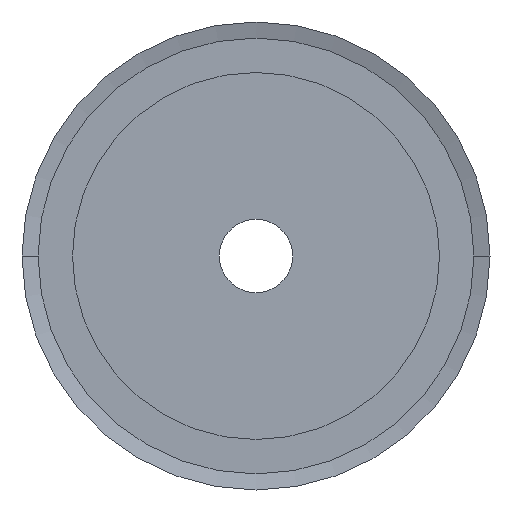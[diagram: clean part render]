
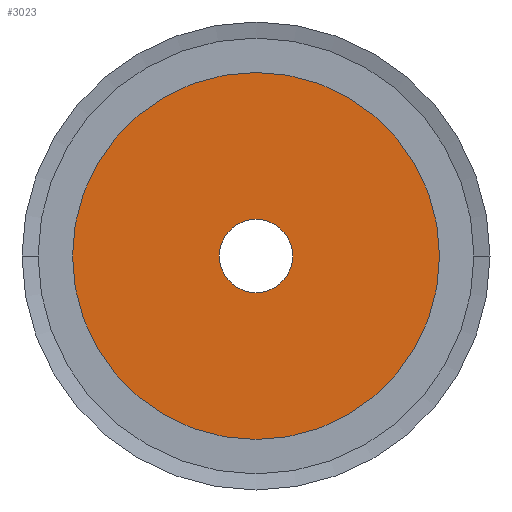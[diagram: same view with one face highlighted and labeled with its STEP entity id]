
A CAD part, left-side view. The second image highlights one B-rep face of the part: STEP entity #3023.
In plain terms, the highlighted planar face has unit normal (-1, 0, 0).
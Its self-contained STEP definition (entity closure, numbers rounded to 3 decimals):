
#2978=CARTESIAN_POINT('',(0.,0.,0.));
#2979=DIRECTION('',(1.,0.,0.));
#2980=DIRECTION('',(0.,0.,-1.));
#2981=AXIS2_PLACEMENT_3D('',#2978,#2979,#2980);
#2982=PLANE('',#2981);
#2983=CARTESIAN_POINT('',(0.,0.,20.));
#2984=VERTEX_POINT('',#2983);
#2985=CARTESIAN_POINT('',(0.,-0.,-20.));
#2986=VERTEX_POINT('',#2985);
#2987=CARTESIAN_POINT('',(0.,0.,0.));
#2988=DIRECTION('',(1.,0.,0.));
#2989=DIRECTION('',(0.,0.,-1.));
#2990=AXIS2_PLACEMENT_3D('',#2987,#2988,#2989);
#2991=CIRCLE('',#2990,20.);
#2992=EDGE_CURVE('',#2984,#2986,#2991,.T.);
#2993=ORIENTED_EDGE('',*,*,#2992,.F.);
#2994=CARTESIAN_POINT('',(0.,0.,0.));
#2995=DIRECTION('',(1.,0.,0.));
#2996=DIRECTION('',(0.,0.,-1.));
#2997=AXIS2_PLACEMENT_3D('',#2994,#2995,#2996);
#2998=CIRCLE('',#2997,20.);
#2999=EDGE_CURVE('',#2986,#2984,#2998,.T.);
#3000=ORIENTED_EDGE('',*,*,#2999,.F.);
#3001=EDGE_LOOP('',(#2993,#3000));
#3002=FACE_BOUND('',#3001,.T.);
#3003=CARTESIAN_POINT('',(0.,-0.,-4.));
#3004=VERTEX_POINT('',#3003);
#3005=CARTESIAN_POINT('',(0.,0.,4.));
#3006=VERTEX_POINT('',#3005);
#3007=CARTESIAN_POINT('',(0.,0.,0.));
#3008=DIRECTION('',(1.,0.,0.));
#3009=DIRECTION('',(0.,0.,-1.));
#3010=AXIS2_PLACEMENT_3D('',#3007,#3008,#3009);
#3011=CIRCLE('',#3010,4.);
#3012=EDGE_CURVE('',#3004,#3006,#3011,.T.);
#3013=ORIENTED_EDGE('',*,*,#3012,.T.);
#3014=CARTESIAN_POINT('',(0.,0.,0.));
#3015=DIRECTION('',(1.,0.,0.));
#3016=DIRECTION('',(0.,0.,-1.));
#3017=AXIS2_PLACEMENT_3D('',#3014,#3015,#3016);
#3018=CIRCLE('',#3017,4.);
#3019=EDGE_CURVE('',#3006,#3004,#3018,.T.);
#3020=ORIENTED_EDGE('',*,*,#3019,.T.);
#3021=EDGE_LOOP('',(#3013,#3020));
#3022=FACE_BOUND('',#3021,.T.);
#3023=ADVANCED_FACE('',(#3002,#3022),#2982,.F.);
